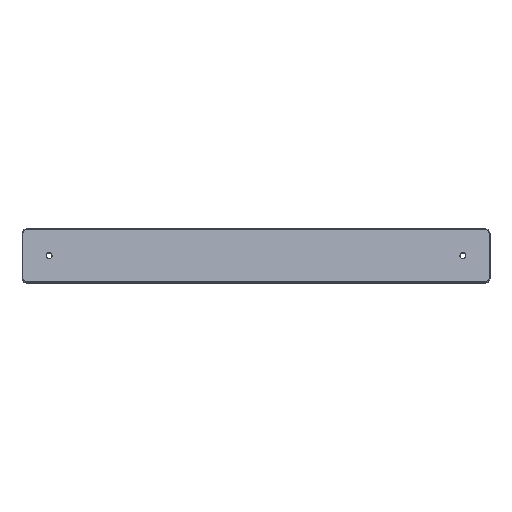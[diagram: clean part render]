
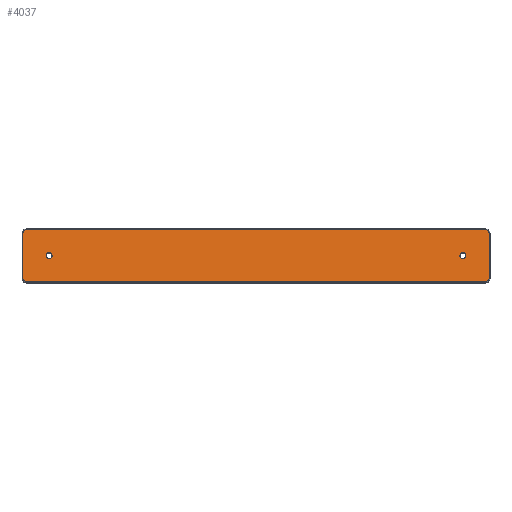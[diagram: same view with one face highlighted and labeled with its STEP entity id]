
A CAD part, top view. The second image highlights one B-rep face of the part: STEP entity #4037.
In plain terms, the highlighted planar face has unit normal (0, 0.12, 0.993).
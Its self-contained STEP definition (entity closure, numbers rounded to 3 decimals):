
#50=CIRCLE('',#4096,2.);
#56=CIRCLE('',#4104,2.);
#60=CIRCLE('',#4110,2.);
#64=CIRCLE('',#4116,2.);
#67=CIRCLE('',#4125,1.7);
#68=CIRCLE('',#4126,1.7);
#90=FACE_BOUND('',#552,.T.);
#91=FACE_BOUND('',#553,.T.);
#112=PLANE('',#4124);
#320=FACE_OUTER_BOUND('',#551,.T.);
#551=EDGE_LOOP('',(#3578,#3579,#3580,#3581,#3582,#3583,#3584,#3585));
#552=EDGE_LOOP('',(#3586));
#553=EDGE_LOOP('',(#3587));
#782=LINE('',#7290,#1016);
#784=LINE('',#7302,#1018);
#786=LINE('',#7314,#1020);
#787=LINE('',#7322,#1021);
#1016=VECTOR('',#4434,10.);
#1018=VECTOR('',#4448,10.);
#1020=VECTOR('',#4462,10.);
#1021=VECTOR('',#4473,10.);
#1769=VERTEX_POINT('',#7278);
#1770=VERTEX_POINT('',#7280);
#1772=VERTEX_POINT('',#7286);
#1774=VERTEX_POINT('',#7292);
#1776=VERTEX_POINT('',#7298);
#1778=VERTEX_POINT('',#7304);
#1780=VERTEX_POINT('',#7310);
#1782=VERTEX_POINT('',#7316);
#1789=VERTEX_POINT('',#7343);
#1790=VERTEX_POINT('',#7345);
#2362=EDGE_CURVE('',#1769,#1770,#50,.T.);
#2367=EDGE_CURVE('',#1770,#1772,#782,.T.);
#2370=EDGE_CURVE('',#1772,#1774,#56,.T.);
#2373=EDGE_CURVE('',#1774,#1776,#784,.T.);
#2376=EDGE_CURVE('',#1776,#1778,#60,.T.);
#2379=EDGE_CURVE('',#1778,#1780,#786,.T.);
#2382=EDGE_CURVE('',#1780,#1782,#64,.T.);
#2383=EDGE_CURVE('',#1782,#1769,#787,.T.);
#2394=EDGE_CURVE('',#1789,#1789,#67,.T.);
#2395=EDGE_CURVE('',#1790,#1790,#68,.T.);
#3578=ORIENTED_EDGE('',*,*,#2362,.F.);
#3579=ORIENTED_EDGE('',*,*,#2383,.F.);
#3580=ORIENTED_EDGE('',*,*,#2382,.F.);
#3581=ORIENTED_EDGE('',*,*,#2379,.F.);
#3582=ORIENTED_EDGE('',*,*,#2376,.F.);
#3583=ORIENTED_EDGE('',*,*,#2373,.F.);
#3584=ORIENTED_EDGE('',*,*,#2370,.F.);
#3585=ORIENTED_EDGE('',*,*,#2367,.F.);
#3586=ORIENTED_EDGE('',*,*,#2394,.T.);
#3587=ORIENTED_EDGE('',*,*,#2395,.T.);
#4037=ADVANCED_FACE('',(#320,#90,#91),#112,.T.);
#4096=AXIS2_PLACEMENT_3D('',#7281,#4423,#4424);
#4104=AXIS2_PLACEMENT_3D('',#7296,#4441,#4442);
#4110=AXIS2_PLACEMENT_3D('',#7308,#4455,#4456);
#4116=AXIS2_PLACEMENT_3D('',#7320,#4469,#4470);
#4124=AXIS2_PLACEMENT_3D('',#7342,#4494,#4495);
#4125=AXIS2_PLACEMENT_3D('',#7344,#4496,#4497);
#4126=AXIS2_PLACEMENT_3D('',#7346,#4498,#4499);
#4423=DIRECTION('center_axis',(0.,-0.12,-0.993));
#4424=DIRECTION('ref_axis',(0.707,-0.702,0.085));
#4434=DIRECTION('',(-1.,0.,0.));
#4441=DIRECTION('center_axis',(0.,-0.12,-0.993));
#4442=DIRECTION('ref_axis',(-0.707,-0.702,0.085));
#4448=DIRECTION('',(0.,0.993,-0.12));
#4455=DIRECTION('center_axis',(0.,-0.12,-0.993));
#4456=DIRECTION('ref_axis',(-0.707,0.702,-0.085));
#4462=DIRECTION('',(1.,0.,0.));
#4469=DIRECTION('center_axis',(0.,-0.12,-0.993));
#4470=DIRECTION('ref_axis',(0.707,0.702,-0.085));
#4473=DIRECTION('',(0.,-0.993,0.12));
#4494=DIRECTION('center_axis',(0.,0.12,0.993));
#4495=DIRECTION('ref_axis',(1.,0.,0.));
#4496=DIRECTION('center_axis',(0.,-0.12,-0.993));
#4497=DIRECTION('ref_axis',(-1.,0.,0.));
#4498=DIRECTION('center_axis',(0.,-0.12,-0.993));
#4499=DIRECTION('ref_axis',(-1.,0.,0.));
#7278=CARTESIAN_POINT('',(272.7,-51.823,-11.955));
#7280=CARTESIAN_POINT('',(270.7,-53.809,-11.714));
#7281=CARTESIAN_POINT('Origin',(270.7,-51.823,-11.955));
#7286=CARTESIAN_POINT('',(15.05,-53.809,-11.714));
#7290=CARTESIAN_POINT('',(208.038,-53.809,-11.714));
#7292=CARTESIAN_POINT('',(13.05,-51.823,-11.955));
#7296=CARTESIAN_POINT('Origin',(15.05,-51.823,-11.955));
#7298=CARTESIAN_POINT('',(13.05,-27.004,-14.958));
#7302=CARTESIAN_POINT('',(13.05,-46.86,-12.555));
#7304=CARTESIAN_POINT('',(15.05,-25.019,-15.198));
#7308=CARTESIAN_POINT('Origin',(15.05,-27.004,-14.958));
#7310=CARTESIAN_POINT('',(270.7,-25.019,-15.198));
#7314=CARTESIAN_POINT('',(77.713,-25.019,-15.198));
#7316=CARTESIAN_POINT('',(272.7,-27.004,-14.958));
#7320=CARTESIAN_POINT('Origin',(270.7,-27.004,-14.958));
#7322=CARTESIAN_POINT('',(272.7,-31.968,-14.357));
#7342=CARTESIAN_POINT('Origin',(142.875,-39.414,-13.456));
#7343=CARTESIAN_POINT('',(29.35,-39.414,-13.456));
#7344=CARTESIAN_POINT('Origin',(27.65,-39.414,-13.456));
#7345=CARTESIAN_POINT('',(259.8,-39.414,-13.456));
#7346=CARTESIAN_POINT('Origin',(258.1,-39.414,-13.456));
